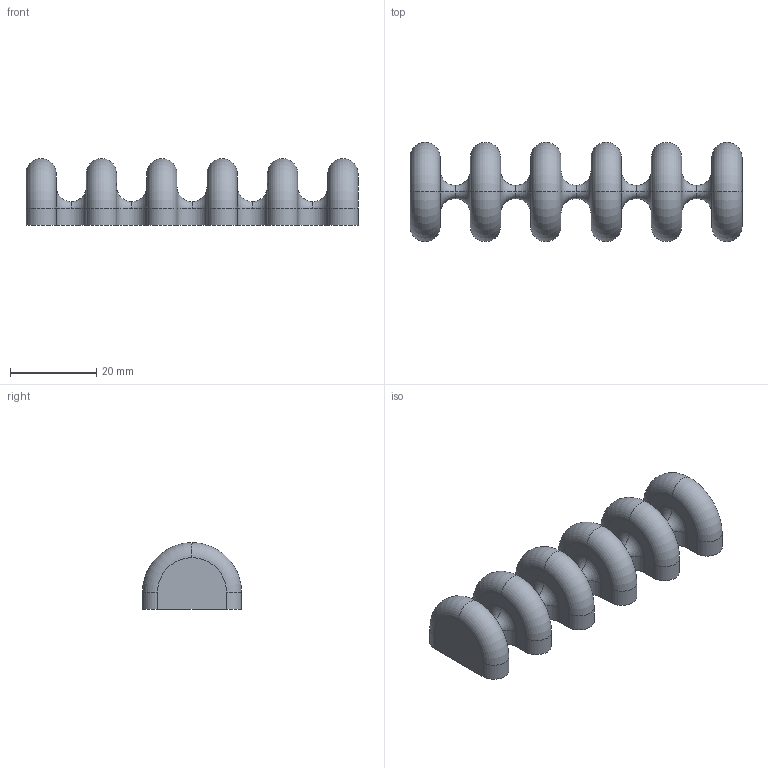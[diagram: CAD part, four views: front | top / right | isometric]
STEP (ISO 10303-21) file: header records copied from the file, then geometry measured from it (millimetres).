
FILE_DESCRIPTION (( 'STEP AP203' ), '1' );
FILE_NAME ('in.STEP', '2023-09-17T07:35:42', ( '' ), ( '' ), 'SwSTEP 2.0', 'SolidWorks 2021', '' );
FILE_SCHEMA (( 'CONFIG_CONTROL_DESIGN' ));
Length unit declared in the file: millimetre
Products named in the file (1): in
Bounding box: 77 x 23 x 15.5 mm (x, y, z)
Volume: 12216.8 mm3; surface area: 5808.4 mm2
Topology: 1 solids, 1 shells, 67 faces, 190 edges, 125 vertices
Faces by surface type: torus 32, cylinder 22, plane 13
Entity records: 2325 total; most frequent: DIRECTION 450, CARTESIAN_POINT 383, ORIENTED_EDGE 380, AXIS2_PLACEMENT_3D 192, EDGE_CURVE 190, VERTEX_POINT 125, CIRCLE 124, FACE_OUTER_BOUND 67
